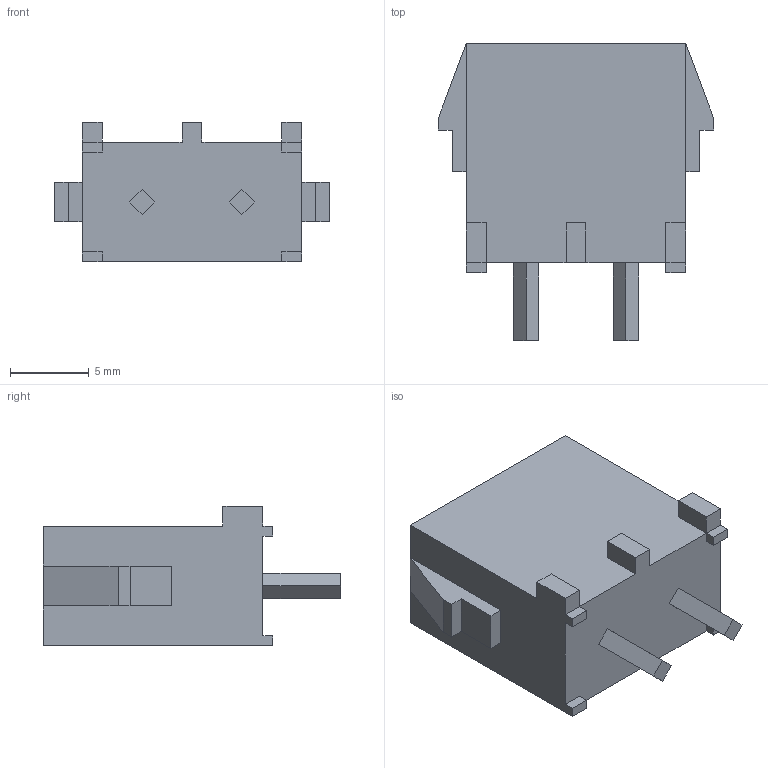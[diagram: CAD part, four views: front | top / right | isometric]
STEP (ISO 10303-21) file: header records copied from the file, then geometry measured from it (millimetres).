
FILE_DESCRIPTION((''),'2;1');
FILE_NAME('010844020','2014-05-29T',('me'),(''),'PRO/ENGINEER BY PARAMETRIC TECHNOLOGY CORPORATION, 2011490','PRO/ENGINEER BY PARAMETRIC TECHNOLOGY CORPORATION, 2011490','');
FILE_SCHEMA(('CONFIG_CONTROL_DESIGN'));
Length unit declared in the file: inch
Products named in the file (1): 010844020
Bounding box: 17.53 x 18.92 x 8.89 mm (x, y, z)
Volume: 1315.7 mm3; surface area: 1628.5 mm2
Topology: 1 solids, 1 shells, 100 faces, 260 edges, 174 vertices
Faces by surface type: plane 82, cylinder 18
Entity records: 3067 total; most frequent: CARTESIAN_POINT 527, ORIENTED_EDGE 508, DIRECTION 506, EDGE_CURVE 254, VECTOR 216, LINE 216, VERTEX_POINT 166, AXIS2_PLACEMENT_3D 145
